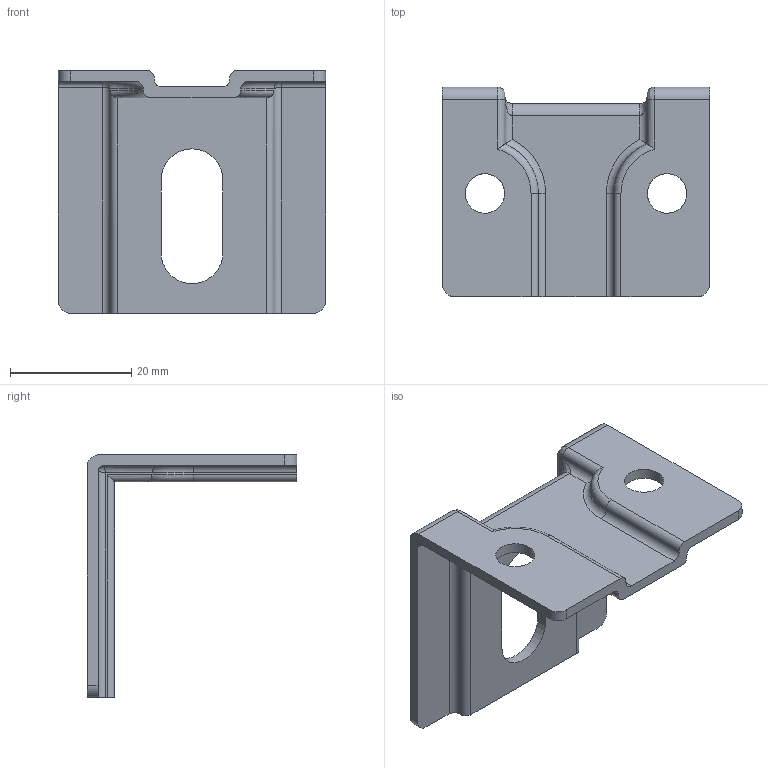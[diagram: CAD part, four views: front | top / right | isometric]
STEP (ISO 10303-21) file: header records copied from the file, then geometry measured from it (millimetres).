
FILE_DESCRIPTION((''),'2;1');
FILE_NAME('3533.stp','2011-03-15T16:48:04',('Didierr'),(''),'Autodesk Inventor 2011','Autodesk Inventor 2011','');
FILE_SCHEMA(('AUTOMOTIVE_DESIGN { 1 0 10303 214 1 1 1 1 }'));
Length unit declared in the file: millimetre
Products named in the file (1): 3533
Bounding box: 44 x 34.5 x 40 mm (x, y, z)
Volume: 5691.1 mm3; surface area: 6624.4 mm2
Topology: 1 solids, 1 shells, 81 faces, 209 edges, 126 vertices
Faces by surface type: cylinder 41, plane 26, torus 8, bspline 6
Full cylindrical faces by diameter (mm): 6.5 x2
Entity records: 2776 total; most frequent: CARTESIAN_POINT 796, DIRECTION 419, ORIENTED_EDGE 402, EDGE_CURVE 201, AXIS2_PLACEMENT_3D 154, VERTEX_POINT 124, VECTOR 111, LINE 111
